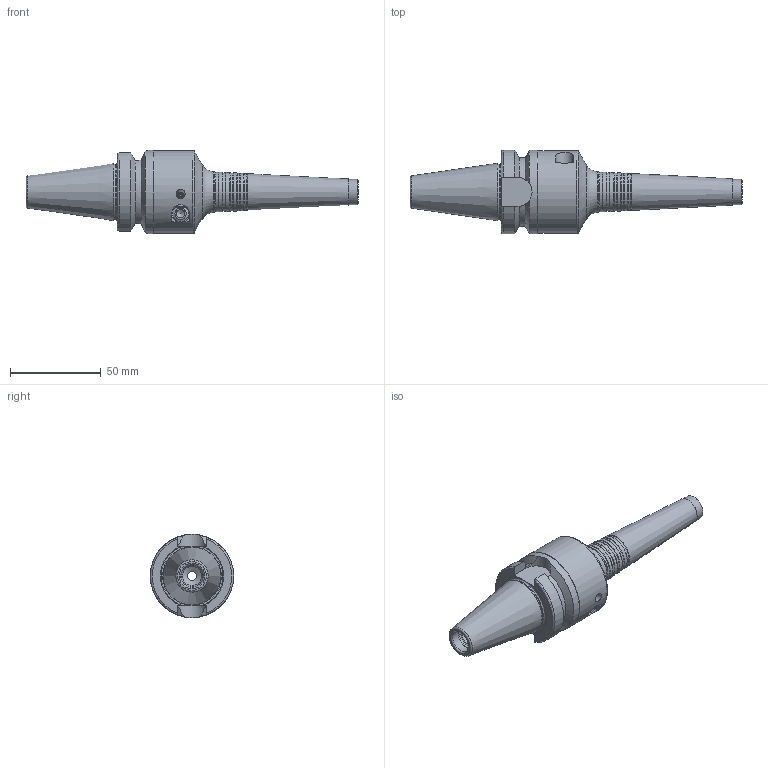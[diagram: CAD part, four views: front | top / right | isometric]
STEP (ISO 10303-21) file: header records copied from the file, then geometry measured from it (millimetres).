
FILE_DESCRIPTION((''),'2;1');
FILE_NAME('395002106135 BT30-PHC06SB-135-C-3D.stp','2022-11-14T17:34:27',('nttooll'),(''),'Autodesk Inventor 2012','Autodesk Inventor 2012','');
FILE_SCHEMA(('AUTOMOTIVE_DESIGN { 1 0 10303 214 1 1 1 1 }'));
Length unit declared in the file: millimetre
Products named in the file (1): 395002106135 BT30-PHC06SB-135-C-3D
Bounding box: 183.4 x 46 x 46 mm (x, y, z)
Volume: 106373.4 mm3; surface area: 23862.4 mm2
Topology: 1 solids, 1 shells, 136 faces, 318 edges, 191 vertices
Faces by surface type: cone 60, cylinder 41, plane 27, torus 8
Full cylindrical faces by diameter (mm): 2.309 x2, 3 x1, 4 x2, 4.1 x1, 4.619 x2, 5 x3, 6.8 x2, 9 x2, 10.4 x1, 10.5 x1, 12 x1, 12.5 x1, 12.9 x1, 14 x1, 30.8 x1, 45.8 x1, 46 x1
Entity records: 3694 total; most frequent: CARTESIAN_POINT 980, DIRECTION 580, ORIENTED_EDGE 450, AXIS2_PLACEMENT_3D 267, EDGE_CURVE 225, EDGE_LOOP 224, VERTEX_POINT 177, FACE_OUTER_BOUND 136
